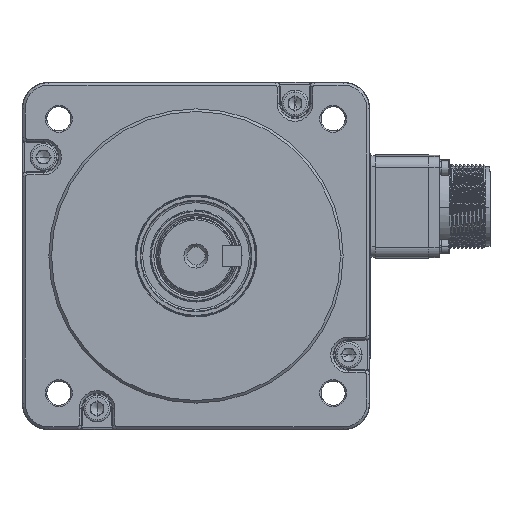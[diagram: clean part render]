
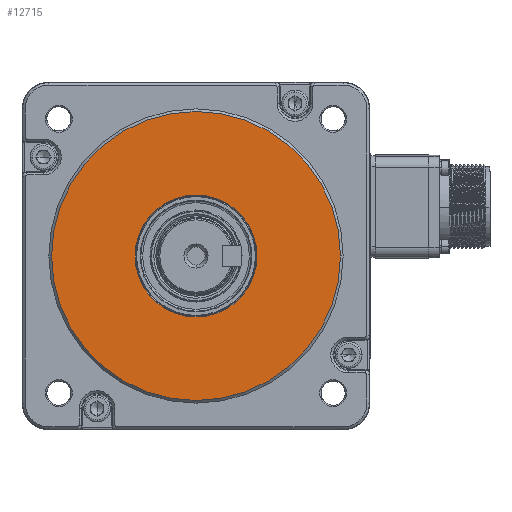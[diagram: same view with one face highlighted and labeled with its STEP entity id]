
A CAD part, left-side view. The second image highlights one B-rep face of the part: STEP entity #12715.
In plain terms, the highlighted planar face has unit normal (-1, 0, 0).
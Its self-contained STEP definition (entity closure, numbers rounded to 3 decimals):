
#1477 = VERTEX_POINT ( 'NONE', #6037 ) ;
#4115 = EDGE_CURVE ( 'NONE', #5109, #1477, #6438, .T. ) ;
#4519 = AXIS2_PLACEMENT_3D ( 'NONE', #32621, #4641, #37291 ) ;
#4641 = DIRECTION ( 'NONE',  ( 1., 0., 0. ) ) ;
#5109 = VERTEX_POINT ( 'NONE', #33147 ) ;
#5524 = EDGE_LOOP ( 'NONE', ( #11380, #41024 ) ) ;
#6037 = CARTESIAN_POINT ( 'NONE',  ( 57., -54., 0. ) ) ;
#6438 = CIRCLE ( 'NONE', #31849, 54. ) ;
#8412 = CARTESIAN_POINT ( 'NONE',  ( 57., 22.789, 0. ) ) ;
#8928 = DIRECTION ( 'NONE',  ( -1., 0., 0. ) ) ;
#9094 = EDGE_CURVE ( 'NONE', #1477, #5109, #41908, .T. ) ;
#10782 = CARTESIAN_POINT ( 'NONE',  ( 57., 0., 0. ) ) ;
#11380 = ORIENTED_EDGE ( 'NONE', *, *, #13134, .F. ) ;
#12715 = ADVANCED_FACE ( 'NONE', ( #58873, #37016 ), #41788, .F. ) ;
#13134 = EDGE_CURVE ( 'NONE', #14619, #50281, #48603, .T. ) ;
#14619 = VERTEX_POINT ( 'NONE', #8412 ) ;
#15456 = DIRECTION ( 'NONE',  ( 0., -1., 0. ) ) ;
#21745 = CARTESIAN_POINT ( 'NONE',  ( 57., 0., 0. ) ) ;
#22723 = DIRECTION ( 'NONE',  ( 1., 0., 0. ) ) ;
#26452 = DIRECTION ( 'NONE',  ( 0., -1., 0. ) ) ;
#31849 = AXIS2_PLACEMENT_3D ( 'NONE', #10782, #43371, #15456 ) ;
#32621 = CARTESIAN_POINT ( 'NONE',  ( 57., 0., 0. ) ) ;
#33147 = CARTESIAN_POINT ( 'NONE',  ( 57., 54., 0. ) ) ;
#36883 = CARTESIAN_POINT ( 'NONE',  ( 57., 0., 0. ) ) ;
#37016 = FACE_BOUND ( 'NONE', #5524, .T. ) ;
#37291 = DIRECTION ( 'NONE',  ( 0., -1., 0. ) ) ;
#41024 = ORIENTED_EDGE ( 'NONE', *, *, #47072, .F. ) ;
#41565 = DIRECTION ( 'NONE',  ( 0., -1., 0. ) ) ;
#41788 = PLANE ( 'NONE',  #4519 ) ;
#41798 = ORIENTED_EDGE ( 'NONE', *, *, #9094, .F. ) ;
#41908 = CIRCLE ( 'NONE', #44081, 54. ) ;
#43371 = DIRECTION ( 'NONE',  ( 1., 0., 0. ) ) ;
#44081 = AXIS2_PLACEMENT_3D ( 'NONE', #50636, #22723, #55346 ) ;
#44191 = EDGE_LOOP ( 'NONE', ( #41798, #58070 ) ) ;
#44861 = CARTESIAN_POINT ( 'NONE',  ( 57., -22.789, 0. ) ) ;
#47072 = EDGE_CURVE ( 'NONE', #50281, #14619, #59589, .T. ) ;
#48603 = CIRCLE ( 'NONE', #50268, 22.789 ) ;
#50268 = AXIS2_PLACEMENT_3D ( 'NONE', #21745, #54361, #26452 ) ;
#50281 = VERTEX_POINT ( 'NONE', #44861 ) ;
#50636 = CARTESIAN_POINT ( 'NONE',  ( 57., 0., 0. ) ) ;
#54361 = DIRECTION ( 'NONE',  ( -1., 0., 0. ) ) ;
#55346 = DIRECTION ( 'NONE',  ( 0., -1., 0. ) ) ;
#56496 = AXIS2_PLACEMENT_3D ( 'NONE', #36883, #8928, #41565 ) ;
#58070 = ORIENTED_EDGE ( 'NONE', *, *, #4115, .F. ) ;
#58873 = FACE_OUTER_BOUND ( 'NONE', #44191, .T. ) ;
#59589 = CIRCLE ( 'NONE', #56496, 22.789 ) ;
